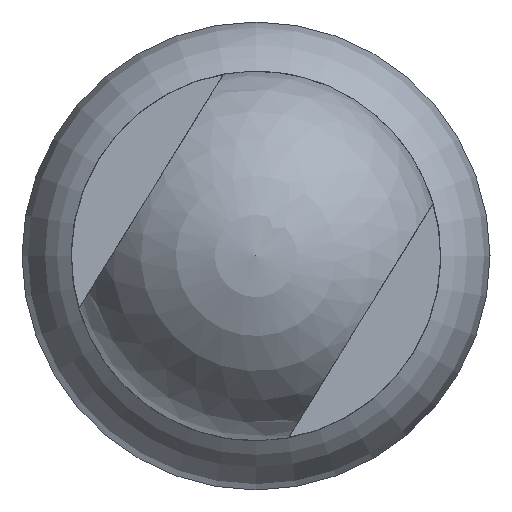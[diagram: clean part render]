
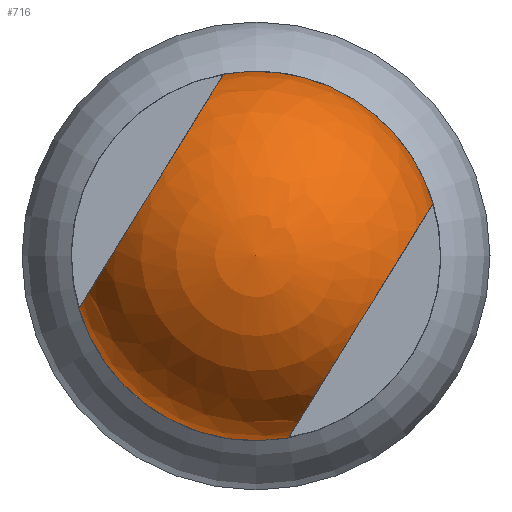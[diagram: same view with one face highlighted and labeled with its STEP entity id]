
A CAD part, left-side view. The second image highlights one B-rep face of the part: STEP entity #716.
In plain terms, the highlighted spherical face has radius 7.5 mm.
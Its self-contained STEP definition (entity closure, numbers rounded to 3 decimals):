
#28=SPHERICAL_SURFACE('',#955,7.5);
#127=FACE_OUTER_BOUND('',#184,.T.);
#184=EDGE_LOOP('',(#623,#624,#625,#626,#627,#628,#629));
#294=CIRCLE('',#940,5.59);
#302=CIRCLE('',#951,7.5);
#303=CIRCLE('',#952,7.5);
#305=CIRCLE('',#954,7.5);
#306=CIRCLE('',#956,7.5);
#307=CIRCLE('',#957,5.59);
#355=VERTEX_POINT('',#1387);
#356=VERTEX_POINT('',#1389);
#364=VERTEX_POINT('',#1412);
#365=VERTEX_POINT('',#1414);
#368=VERTEX_POINT('',#1420);
#369=VERTEX_POINT('',#1424);
#439=EDGE_CURVE('',#356,#355,#294,.F.);
#451=EDGE_CURVE('',#364,#356,#302,.T.);
#452=EDGE_CURVE('',#365,#364,#303,.T.);
#456=EDGE_CURVE('',#355,#368,#305,.T.);
#457=EDGE_CURVE('',#369,#364,#306,.T.);
#458=EDGE_CURVE('',#368,#365,#307,.F.);
#623=ORIENTED_EDGE('',*,*,#457,.T.);
#624=ORIENTED_EDGE('',*,*,#451,.T.);
#625=ORIENTED_EDGE('',*,*,#439,.T.);
#626=ORIENTED_EDGE('',*,*,#456,.T.);
#627=ORIENTED_EDGE('',*,*,#458,.T.);
#628=ORIENTED_EDGE('',*,*,#452,.T.);
#629=ORIENTED_EDGE('',*,*,#457,.F.);
#716=ADVANCED_FACE('',(#127),#28,.T.);
#940=AXIS2_PLACEMENT_3D('',#1390,#1159,#1160);
#951=AXIS2_PLACEMENT_3D('',#1413,#1185,#1186);
#952=AXIS2_PLACEMENT_3D('',#1415,#1187,#1188);
#954=AXIS2_PLACEMENT_3D('',#1422,#1193,#1194);
#955=AXIS2_PLACEMENT_3D('',#1423,#1195,#1196);
#956=AXIS2_PLACEMENT_3D('',#1425,#1197,#1198);
#957=AXIS2_PLACEMENT_3D('',#1426,#1199,#1200);
#1159=DIRECTION('center_axis',(0.,0.,1.));
#1160=DIRECTION('ref_axis',(1.,0.,0.));
#1185=DIRECTION('center_axis',(1.,0.,0.));
#1186=DIRECTION('ref_axis',(0.,0.,-1.));
#1187=DIRECTION('center_axis',(1.,0.,0.));
#1188=DIRECTION('ref_axis',(0.,0.,-1.));
#1193=DIRECTION('center_axis',(1.,0.,0.));
#1194=DIRECTION('ref_axis',(0.,0.,-1.));
#1195=DIRECTION('center_axis',(1.,0.,0.));
#1196=DIRECTION('ref_axis',(0.,-1.,0.));
#1197=DIRECTION('center_axis',(0.,0.,1.));
#1198=DIRECTION('ref_axis',(0.,1.,0.));
#1199=DIRECTION('center_axis',(0.,0.,-1.));
#1200=DIRECTION('ref_axis',(-1.,0.,0.));
#1387=CARTESIAN_POINT('',(16.,-5.59,5.));
#1389=CARTESIAN_POINT('',(16.,5.59,5.));
#1390=CARTESIAN_POINT('Origin',(16.,0.,5.));
#1412=CARTESIAN_POINT('',(16.,7.5,0.));
#1413=CARTESIAN_POINT('Origin',(16.,0.,0.));
#1414=CARTESIAN_POINT('',(16.,5.59,-5.));
#1415=CARTESIAN_POINT('Origin',(16.,0.,0.));
#1420=CARTESIAN_POINT('',(16.,-5.59,-5.));
#1422=CARTESIAN_POINT('Origin',(16.,0.,0.));
#1423=CARTESIAN_POINT('Origin',(16.,0.,0.));
#1424=CARTESIAN_POINT('',(23.5,0.,0.));
#1425=CARTESIAN_POINT('Origin',(16.,0.,0.));
#1426=CARTESIAN_POINT('Origin',(16.,0.,-5.));
